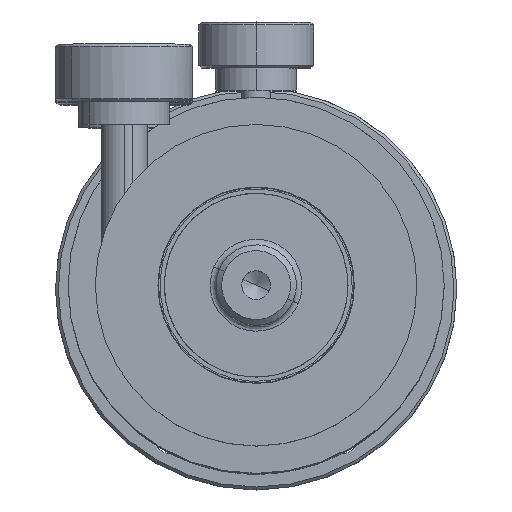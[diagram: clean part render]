
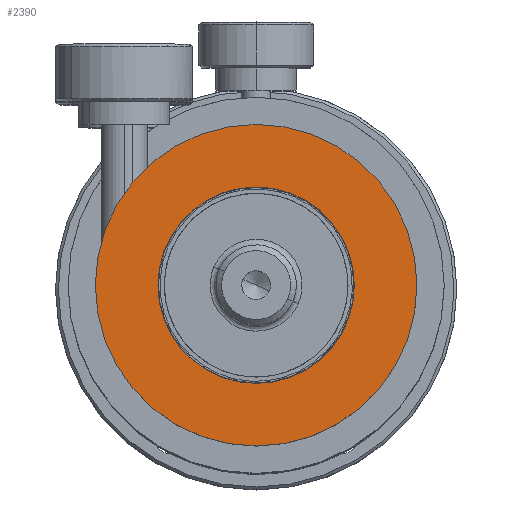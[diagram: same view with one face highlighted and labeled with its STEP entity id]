
A CAD part, top view. The second image highlights one B-rep face of the part: STEP entity #2390.
In plain terms, the highlighted planar face has unit normal (0, 0, 1).
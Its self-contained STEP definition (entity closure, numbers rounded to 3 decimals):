
#71 = DIRECTION ( 'NONE',  ( -1., 0., 0. ) ) ;
#101 = FACE_OUTER_BOUND ( 'NONE', #7772, .T. ) ;
#582 = CARTESIAN_POINT ( 'NONE',  ( 17.1, 0., 12. ) ) ;
#2141 = CARTESIAN_POINT ( 'NONE',  ( -28., 0., 12. ) ) ;
#2262 = ORIENTED_EDGE ( 'NONE', *, *, #11762, .T. ) ;
#2314 = ORIENTED_EDGE ( 'NONE', *, *, #9971, .T. ) ;
#2390 = ADVANCED_FACE ( 'NONE', ( #5699, #101 ), #4455, .T. ) ;
#2422 = CARTESIAN_POINT ( 'NONE',  ( 0., 0., 12. ) ) ;
#2634 = AXIS2_PLACEMENT_3D ( 'NONE', #2422, #12357, #5586 ) ;
#3291 = AXIS2_PLACEMENT_3D ( 'NONE', #11363, #5745, #13722 ) ;
#3360 = CARTESIAN_POINT ( 'NONE',  ( 0., 0., 12. ) ) ;
#3393 = DIRECTION ( 'NONE',  ( 0., 0., -1. ) ) ;
#3447 = ORIENTED_EDGE ( 'NONE', *, *, #6255, .T. ) ;
#4455 = PLANE ( 'NONE',  #12142 ) ;
#4501 = CIRCLE ( 'NONE', #2634, 28. ) ;
#5077 = VERTEX_POINT ( 'NONE', #7128 ) ;
#5586 = DIRECTION ( 'NONE',  ( -1., 0., 0. ) ) ;
#5699 = FACE_BOUND ( 'NONE', #14033, .T. ) ;
#5745 = DIRECTION ( 'NONE',  ( 0., 0., 1. ) ) ;
#6255 = EDGE_CURVE ( 'NONE', #5077, #10182, #4501, .T. ) ;
#7128 = CARTESIAN_POINT ( 'NONE',  ( 28., 0., 12. ) ) ;
#7229 = EDGE_CURVE ( 'NONE', #13860, #7694, #8674, .T. ) ;
#7694 = VERTEX_POINT ( 'NONE', #582 ) ;
#7772 = EDGE_LOOP ( 'NONE', ( #2314, #3447 ) ) ;
#7785 = DIRECTION ( 'NONE',  ( 1., 0., 0. ) ) ;
#8674 = CIRCLE ( 'NONE', #10580, 17.1 ) ;
#9142 = CIRCLE ( 'NONE', #3291, 28. ) ;
#9237 = DIRECTION ( 'NONE',  ( 0., 0., -1. ) ) ;
#9823 = AXIS2_PLACEMENT_3D ( 'NONE', #10216, #9237, #12562 ) ;
#9971 = EDGE_CURVE ( 'NONE', #10182, #5077, #9142, .T. ) ;
#10182 = VERTEX_POINT ( 'NONE', #2141 ) ;
#10208 = DIRECTION ( 'NONE',  ( 0., 0., 1. ) ) ;
#10216 = CARTESIAN_POINT ( 'NONE',  ( 0., 0., 12. ) ) ;
#10580 = AXIS2_PLACEMENT_3D ( 'NONE', #13425, #3393, #71 ) ;
#11348 = CARTESIAN_POINT ( 'NONE',  ( -17.1, 0., 12. ) ) ;
#11363 = CARTESIAN_POINT ( 'NONE',  ( 0., 0., 12. ) ) ;
#11762 = EDGE_CURVE ( 'NONE', #7694, #13860, #13587, .T. ) ;
#12142 = AXIS2_PLACEMENT_3D ( 'NONE', #3360, #10208, #7785 ) ;
#12357 = DIRECTION ( 'NONE',  ( 0., 0., 1. ) ) ;
#12562 = DIRECTION ( 'NONE',  ( -1., 0., 0. ) ) ;
#13425 = CARTESIAN_POINT ( 'NONE',  ( 0., 0., 12. ) ) ;
#13587 = CIRCLE ( 'NONE', #9823, 17.1 ) ;
#13722 = DIRECTION ( 'NONE',  ( -1., 0., 0. ) ) ;
#13860 = VERTEX_POINT ( 'NONE', #11348 ) ;
#13950 = ORIENTED_EDGE ( 'NONE', *, *, #7229, .T. ) ;
#14033 = EDGE_LOOP ( 'NONE', ( #13950, #2262 ) ) ;
